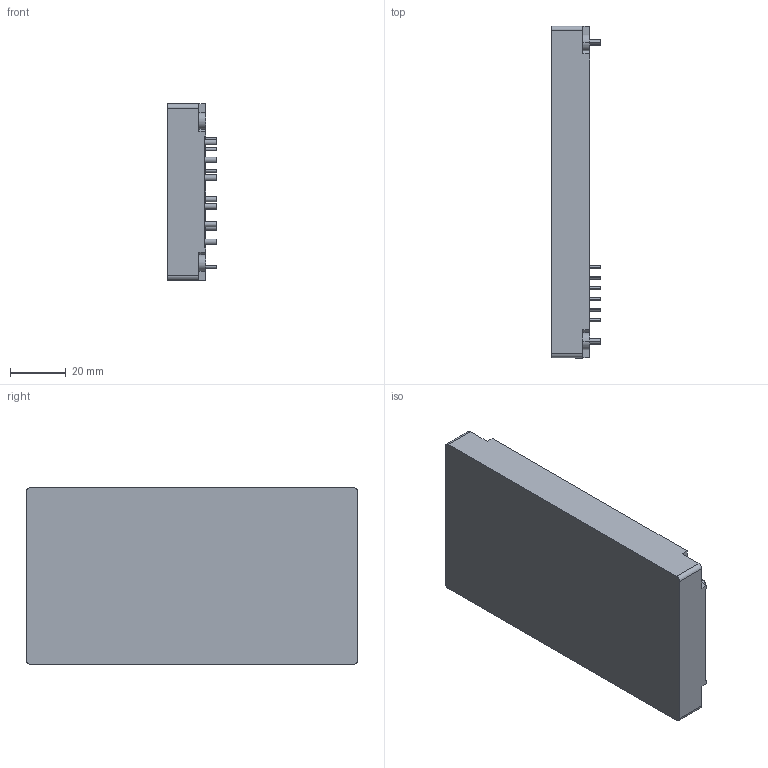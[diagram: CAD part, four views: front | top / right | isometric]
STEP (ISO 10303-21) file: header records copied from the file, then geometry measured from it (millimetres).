
FILE_DESCRIPTION (( 'STEP AP214' ), '1' );
FILE_NAME ('詢揤萇埭耀輸.STEP', '2025-10-27T10:39:26', ( '' ), ( '' ), 'SwSTEP 2.0', 'SolidWorks 2022', '' );
FILE_SCHEMA (( 'AUTOMOTIVE_DESIGN' ));
Length unit declared in the file: millimetre
Products named in the file (1): 高压电源模块
Bounding box: 17.8 x 118.5 x 63 mm (x, y, z)
Volume: 101931.9 mm3; surface area: 20482.3 mm2
Topology: 1 solids, 1 shells, 110 faces, 258 edges, 172 vertices
Faces by surface type: cylinder 58, plane 52
Entity records: 3232 total; most frequent: DIRECTION 596, CARTESIAN_POINT 541, ORIENTED_EDGE 516, EDGE_CURVE 258, AXIS2_PLACEMENT_3D 227, VERTEX_POINT 172, VECTOR 142, LINE 142
